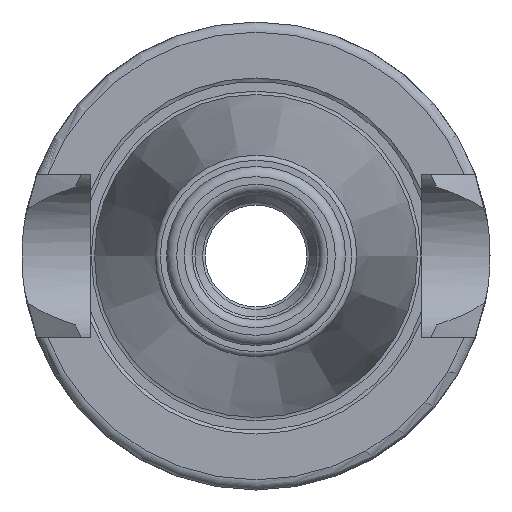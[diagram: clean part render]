
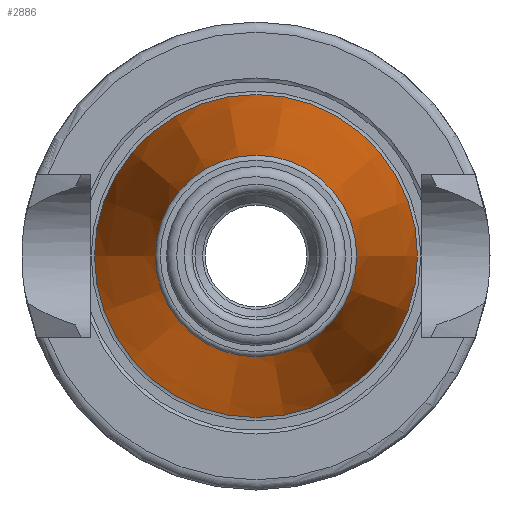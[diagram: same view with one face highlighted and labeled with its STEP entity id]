
A CAD part, left-side view. The second image highlights one B-rep face of the part: STEP entity #2886.
In plain terms, the highlighted conical face has half-angle 8.297 degrees and reference radius 12.887 mm.
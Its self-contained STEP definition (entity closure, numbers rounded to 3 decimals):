
#2852=CARTESIAN_POINT('',(-40.972,9.9,0.0));
#2853=VERTEX_POINT('',#2852);
#2854=CARTESIAN_POINT('',(-40.972,0.0,0.0));
#2855=DIRECTION('',(1.0,0.0,0.0));
#2856=DIRECTION('',(0.0,1.0,0.0));
#2857=AXIS2_PLACEMENT_3D('',#2854,#2855,#2856);
#2858=CIRCLE('',#2857,9.9);
#2859=EDGE_CURVE('',#2853,#2853,#2858,.T.);
#2867=CARTESIAN_POINT('',(-20.486,0.0,0.0));
#2868=DIRECTION('',(1.0,0.0,0.0));
#2869=DIRECTION('',(0.0,1.0,0.0));
#2870=AXIS2_PLACEMENT_3D('',#2867,#2868,#2869);
#2871=CONICAL_SURFACE('',#2870,12.887,8.297);
#2872=CARTESIAN_POINT('',(0.0,15.875,0.0));
#2873=VERTEX_POINT('',#2872);
#2874=CARTESIAN_POINT('',(0.0,0.0,0.0));
#2875=DIRECTION('',(1.0,0.0,0.0));
#2876=DIRECTION('',(0.0,1.0,0.0));
#2877=AXIS2_PLACEMENT_3D('',#2874,#2875,#2876);
#2878=CIRCLE('',#2877,15.875);
#2879=EDGE_CURVE('',#2873,#2873,#2878,.T.);
#2880=ORIENTED_EDGE('',*,*,#2879,.F.);
#2881=EDGE_LOOP('',(#2880));
#2882=FACE_OUTER_BOUND('',#2881,.T.);
#2883=ORIENTED_EDGE('',*,*,#2859,.T.);
#2884=EDGE_LOOP('',(#2883));
#2885=FACE_BOUND('',#2884,.T.);
#2886=ADVANCED_FACE('',(#2882,#2885),#2871,.T.);
